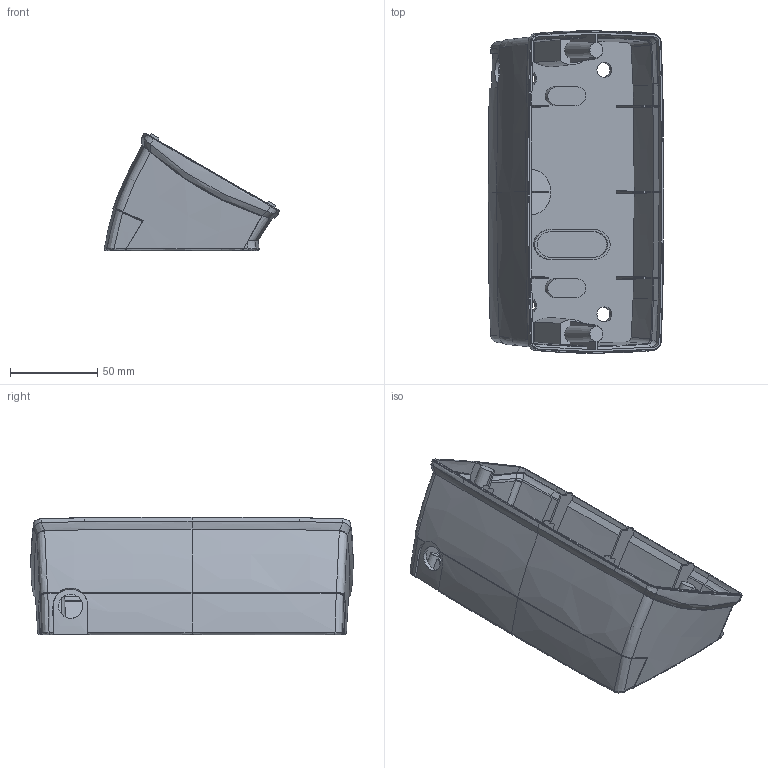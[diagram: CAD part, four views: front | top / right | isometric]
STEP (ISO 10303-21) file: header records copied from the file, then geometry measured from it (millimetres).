
FILE_DESCRIPTION((''),'2;1');
FILE_NAME('50054550EXXX_TAB_CONSOLLE_DA_TA','2021-03-17T22:37:44',('user'),('Axiro Italia'),'CREO PARAMETRIC BY PTC INC, 2020354','CREO PARAMETRIC BY PTC INC, 2020354','');
FILE_SCHEMA(('CONFIG_CONTROL_DESIGN'));
Length unit declared in the file: millimetre
Products named in the file (1): 50054550EXXX_TAB_CONSOLLE_DA_TA
Bounding box: 100.41 x 184.53 x 67.34 mm (x, y, z)
Volume: 88802.5 mm3; surface area: 90245.5 mm2
Topology: 1 solids, 1 shells, 367 faces, 1040 edges, 687 vertices
Faces by surface type: bspline 200, plane 98, cylinder 31, extrusion 22, cone 16
Entity records: 27302 total; most frequent: CARTESIAN_POINT 19573, ORIENTED_EDGE 2080, EDGE_CURVE 1040, DIRECTION 781, VERTEX_POINT 687, B_SPLINE_CURVE_WITH_KNOTS 670, EDGE_LOOP 389, FACE_OUTER_BOUND 367
